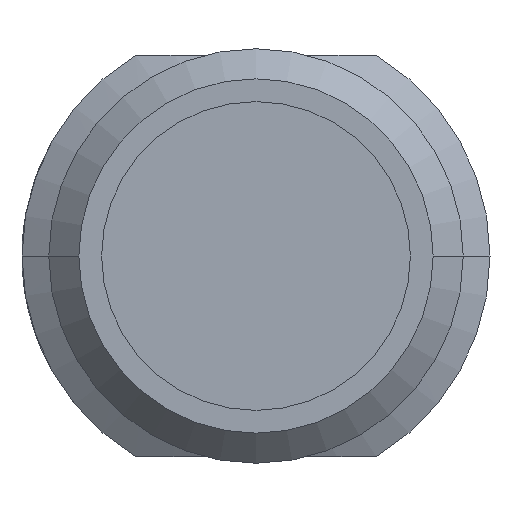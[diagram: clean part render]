
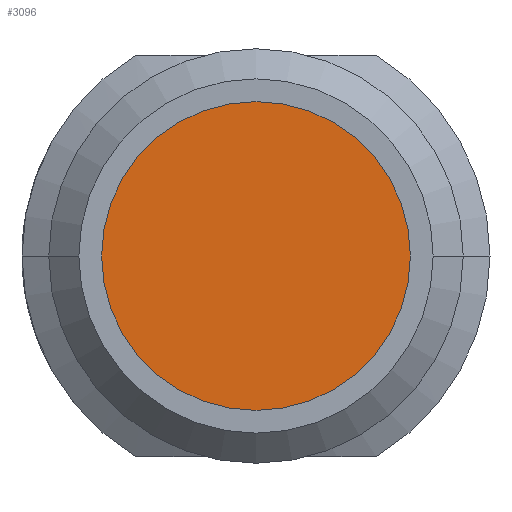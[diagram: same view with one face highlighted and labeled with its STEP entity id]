
A CAD part, left-side view. The second image highlights one B-rep face of the part: STEP entity #3096.
In plain terms, the highlighted planar face has unit normal (-1, 0, 0).
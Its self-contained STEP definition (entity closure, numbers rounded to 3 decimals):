
#190 = VERTEX_POINT ( 'NONE', #3800 ) ;
#253 = CIRCLE ( 'NONE', #837, 2.31 ) ;
#396 = AXIS2_PLACEMENT_3D ( 'NONE', #3385, #3009, #2224 ) ;
#609 = DIRECTION ( 'NONE',  ( -1., 0., 0. ) ) ;
#837 = AXIS2_PLACEMENT_3D ( 'NONE', #2960, #4959, #2905 ) ;
#907 = EDGE_CURVE ( 'NONE', #190, #4336, #2480, .T. ) ;
#1004 = FACE_OUTER_BOUND ( 'NONE', #1150, .T. ) ;
#1150 = EDGE_LOOP ( 'NONE', ( #2040, #3854 ) ) ;
#2040 = ORIENTED_EDGE ( 'NONE', *, *, #907, .T. ) ;
#2051 = AXIS2_PLACEMENT_3D ( 'NONE', #3888, #609, #2186 ) ;
#2186 = DIRECTION ( 'NONE',  ( 0., 0., 1. ) ) ;
#2224 = DIRECTION ( 'NONE',  ( 0., 1., 0. ) ) ;
#2480 = CIRCLE ( 'NONE', #396, 2.31 ) ;
#2684 = PLANE ( 'NONE',  #2051 ) ;
#2905 = DIRECTION ( 'NONE',  ( 0., 1., 0. ) ) ;
#2960 = CARTESIAN_POINT ( 'NONE',  ( 1.95, 0., 0. ) ) ;
#3009 = DIRECTION ( 'NONE',  ( -1., 0., 0. ) ) ;
#3096 = ADVANCED_FACE ( 'NONE', ( #1004 ), #2684, .T. ) ;
#3385 = CARTESIAN_POINT ( 'NONE',  ( 1.95, 0., 0. ) ) ;
#3605 = CARTESIAN_POINT ( 'NONE',  ( 1.95, -2.31, 0. ) ) ;
#3800 = CARTESIAN_POINT ( 'NONE',  ( 1.95, 2.31, 0. ) ) ;
#3854 = ORIENTED_EDGE ( 'NONE', *, *, #5247, .F. ) ;
#3888 = CARTESIAN_POINT ( 'NONE',  ( 1.95, 0., 0. ) ) ;
#4336 = VERTEX_POINT ( 'NONE', #3605 ) ;
#4959 = DIRECTION ( 'NONE',  ( 1., 0., 0. ) ) ;
#5247 = EDGE_CURVE ( 'NONE', #190, #4336, #253, .T. ) ;
